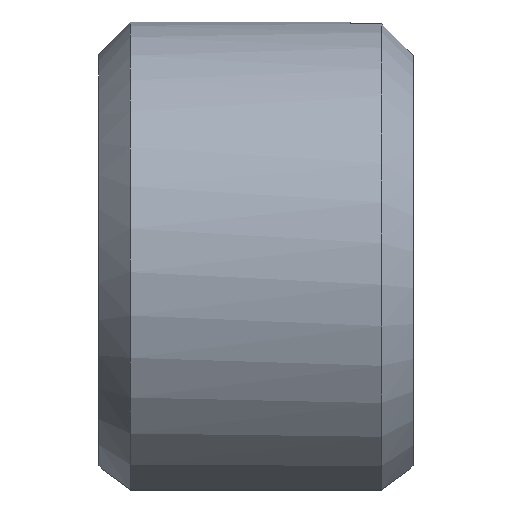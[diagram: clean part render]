
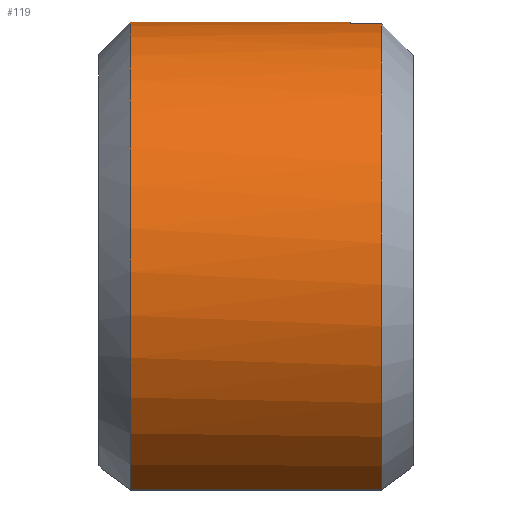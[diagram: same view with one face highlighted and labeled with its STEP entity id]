
A CAD part, left-side view. The second image highlights one B-rep face of the part: STEP entity #119.
In plain terms, the highlighted cylindrical face has radius 4 mm (diameter 8 mm), a partial arc.
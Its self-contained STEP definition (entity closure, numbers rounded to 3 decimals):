
#1 = CARTESIAN_POINT ( 'NONE',  ( 2.027, 0.5, -3.448 ) ) ;
#6 = CYLINDRICAL_SURFACE ( 'NONE', #139, 4. ) ;
#11 = VERTEX_POINT ( 'NONE', #423 ) ;
#12 = CARTESIAN_POINT ( 'NONE',  ( 0.5, 1., 3.969 ) ) ;
#13 = AXIS2_PLACEMENT_3D ( 'NONE', #689, #51, #153 ) ;
#15 = EDGE_CURVE ( 'NONE', #160, #276, #312, .T. ) ;
#18 = VERTEX_POINT ( 'NONE', #1 ) ;
#21 = DIRECTION ( 'NONE',  ( 0., 0., 1. ) ) ;
#25 = VERTEX_POINT ( 'NONE', #585 ) ;
#49 = CARTESIAN_POINT ( 'NONE',  ( 0., 1., 0. ) ) ;
#51 = DIRECTION ( 'NONE',  ( 0., -1., 0. ) ) ;
#83 = VECTOR ( 'NONE', #226, 1000. ) ;
#99 = EDGE_CURVE ( 'NONE', #25, #18, #115, .T. ) ;
#115 = CIRCLE ( 'NONE', #560, 4. ) ;
#119 = ADVANCED_FACE ( 'NONE', ( #594 ), #6, .T. ) ;
#123 = LINE ( 'NONE', #233, #83 ) ;
#139 = AXIS2_PLACEMENT_3D ( 'NONE', #430, #222, #605 ) ;
#148 = AXIS2_PLACEMENT_3D ( 'NONE', #612, #512, #249 ) ;
#150 = CARTESIAN_POINT ( 'NONE',  ( -2.027, 5., -3.448 ) ) ;
#153 = DIRECTION ( 'NONE',  ( 0., 0., 1. ) ) ;
#160 = VERTEX_POINT ( 'NONE', #12 ) ;
#161 = EDGE_CURVE ( 'NONE', #276, #665, #123, .T. ) ;
#196 = CARTESIAN_POINT ( 'NONE',  ( -0.5, 1., 3.969 ) ) ;
#199 = CARTESIAN_POINT ( 'NONE',  ( 0.5, 5., 3.969 ) ) ;
#222 = DIRECTION ( 'NONE',  ( 0., -1., 0. ) ) ;
#226 = DIRECTION ( 'NONE',  ( 0., -1., 0. ) ) ;
#227 = ORIENTED_EDGE ( 'NONE', *, *, #15, .F. ) ;
#233 = CARTESIAN_POINT ( 'NONE',  ( -0.5, 5., 3.969 ) ) ;
#249 = DIRECTION ( 'NONE',  ( 0., 0., 1. ) ) ;
#272 = DIRECTION ( 'NONE',  ( 0., 1., 0. ) ) ;
#276 = VERTEX_POINT ( 'NONE', #196 ) ;
#278 = VECTOR ( 'NONE', #638, 1000. ) ;
#294 = ORIENTED_EDGE ( 'NONE', *, *, #337, .T. ) ;
#312 = CIRCLE ( 'NONE', #683, 4. ) ;
#317 = CARTESIAN_POINT ( 'NONE',  ( 2.027, 5., -3.448 ) ) ;
#337 = EDGE_CURVE ( 'NONE', #623, #665, #359, .T. ) ;
#341 = EDGE_CURVE ( 'NONE', #25, #160, #503, .T. ) ;
#359 = CIRCLE ( 'NONE', #148, 4. ) ;
#360 = ORIENTED_EDGE ( 'NONE', *, *, #465, .T. ) ;
#365 = ORIENTED_EDGE ( 'NONE', *, *, #341, .F. ) ;
#391 = ORIENTED_EDGE ( 'NONE', *, *, #161, .F. ) ;
#394 = ORIENTED_EDGE ( 'NONE', *, *, #99, .T. ) ;
#418 = DIRECTION ( 'NONE',  ( 0., -1., 0. ) ) ;
#423 = CARTESIAN_POINT ( 'NONE',  ( 2.027, 4.5, -3.448 ) ) ;
#430 = CARTESIAN_POINT ( 'NONE',  ( 0., 5., 0. ) ) ;
#432 = CARTESIAN_POINT ( 'NONE',  ( -2.027, 0.5, -3.448 ) ) ;
#446 = ORIENTED_EDGE ( 'NONE', *, *, #491, .T. ) ;
#465 = EDGE_CURVE ( 'NONE', #11, #682, #604, .T. ) ;
#477 = VECTOR ( 'NONE', #516, 1000. ) ;
#481 = CARTESIAN_POINT ( 'NONE',  ( -2.027, 4.5, -3.448 ) ) ;
#491 = EDGE_CURVE ( 'NONE', #18, #11, #576, .T. ) ;
#503 = LINE ( 'NONE', #199, #532 ) ;
#512 = DIRECTION ( 'NONE',  ( 0., 1., 0. ) ) ;
#516 = DIRECTION ( 'NONE',  ( 0., -1., 0. ) ) ;
#532 = VECTOR ( 'NONE', #573, 1000. ) ;
#541 = ORIENTED_EDGE ( 'NONE', *, *, #582, .T. ) ;
#544 = CARTESIAN_POINT ( 'NONE',  ( 0., 0.5, 0. ) ) ;
#560 = AXIS2_PLACEMENT_3D ( 'NONE', #544, #272, #21 ) ;
#573 = DIRECTION ( 'NONE',  ( 0., 1., 0. ) ) ;
#576 = LINE ( 'NONE', #317, #278 ) ;
#582 = EDGE_CURVE ( 'NONE', #682, #623, #628, .T. ) ;
#585 = CARTESIAN_POINT ( 'NONE',  ( 0.5, 0.5, 3.969 ) ) ;
#593 = CARTESIAN_POINT ( 'NONE',  ( -0.5, 0.5, 3.969 ) ) ;
#594 = FACE_OUTER_BOUND ( 'NONE', #603, .T. ) ;
#603 = EDGE_LOOP ( 'NONE', ( #365, #394, #446, #360, #541, #294, #391, #227 ) ) ;
#604 = CIRCLE ( 'NONE', #13, 4. ) ;
#605 = DIRECTION ( 'NONE',  ( 0., 0., -1. ) ) ;
#612 = CARTESIAN_POINT ( 'NONE',  ( 0., 0.5, 0. ) ) ;
#623 = VERTEX_POINT ( 'NONE', #432 ) ;
#628 = LINE ( 'NONE', #150, #477 ) ;
#638 = DIRECTION ( 'NONE',  ( 0., 1., 0. ) ) ;
#639 = DIRECTION ( 'NONE',  ( 0., 0., -1. ) ) ;
#665 = VERTEX_POINT ( 'NONE', #593 ) ;
#682 = VERTEX_POINT ( 'NONE', #481 ) ;
#683 = AXIS2_PLACEMENT_3D ( 'NONE', #49, #418, #639 ) ;
#689 = CARTESIAN_POINT ( 'NONE',  ( 0., 4.5, 0. ) ) ;
